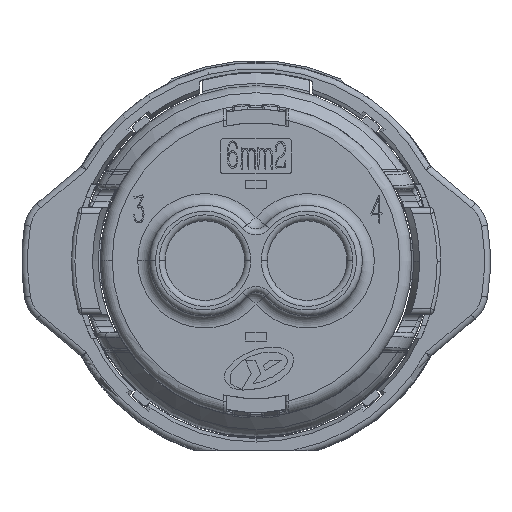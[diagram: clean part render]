
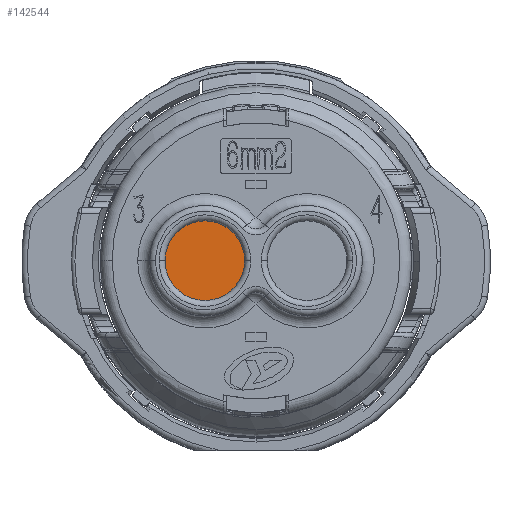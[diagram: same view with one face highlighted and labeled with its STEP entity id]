
A CAD part, top view. The second image highlights one B-rep face of the part: STEP entity #142544.
In plain terms, the highlighted planar face has unit normal (0, 0, 1).
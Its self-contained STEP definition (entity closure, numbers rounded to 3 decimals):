
#15537 = AXIS2_PLACEMENT_3D ( 'NONE', #33167, #133420, #178559 ) ;
#29404 = CARTESIAN_POINT ( 'NONE',  ( -0.95, 0., 58.6 ) ) ;
#33167 = CARTESIAN_POINT ( 'NONE',  ( -4.3, 0., 58.6 ) ) ;
#39049 = DIRECTION ( 'NONE',  ( 0., 0., -1. ) ) ;
#41388 = DIRECTION ( 'NONE',  ( 1., 0., 0. ) ) ;
#45742 = ORIENTED_EDGE ( 'NONE', *, *, #163713, .F. ) ;
#50435 = PLANE ( 'NONE',  #184797 ) ;
#66986 = VERTEX_POINT ( 'NONE', #104805 ) ;
#75489 = CIRCLE ( 'NONE', #15537, 3.35 ) ;
#81702 = DIRECTION ( 'NONE',  ( 0., 0., 1. ) ) ;
#104805 = CARTESIAN_POINT ( 'NONE',  ( -7.65, 0., 58.6 ) ) ;
#108025 = CIRCLE ( 'NONE', #188402, 3.35 ) ;
#113725 = DIRECTION ( 'NONE',  ( 1., 0., 0. ) ) ;
#128453 = CARTESIAN_POINT ( 'NONE',  ( -4.3, 0., 58.6 ) ) ;
#130236 = ORIENTED_EDGE ( 'NONE', *, *, #188946, .F. ) ;
#133420 = DIRECTION ( 'NONE',  ( 0., 0., -1. ) ) ;
#142544 = ADVANCED_FACE ( 'NONE', ( #187249 ), #50435, .T. ) ;
#155802 = EDGE_LOOP ( 'NONE', ( #45742, #130236 ) ) ;
#163713 = EDGE_CURVE ( 'NONE', #66986, #189175, #75489, .T. ) ;
#167096 = CARTESIAN_POINT ( 'NONE',  ( 0., 0., 58.6 ) ) ;
#178559 = DIRECTION ( 'NONE',  ( 1., 0., 0. ) ) ;
#184797 = AXIS2_PLACEMENT_3D ( 'NONE', #167096, #81702, #41388 ) ;
#187249 = FACE_OUTER_BOUND ( 'NONE', #155802, .T. ) ;
#188402 = AXIS2_PLACEMENT_3D ( 'NONE', #128453, #39049, #113725 ) ;
#188946 = EDGE_CURVE ( 'NONE', #189175, #66986, #108025, .T. ) ;
#189175 = VERTEX_POINT ( 'NONE', #29404 ) ;
